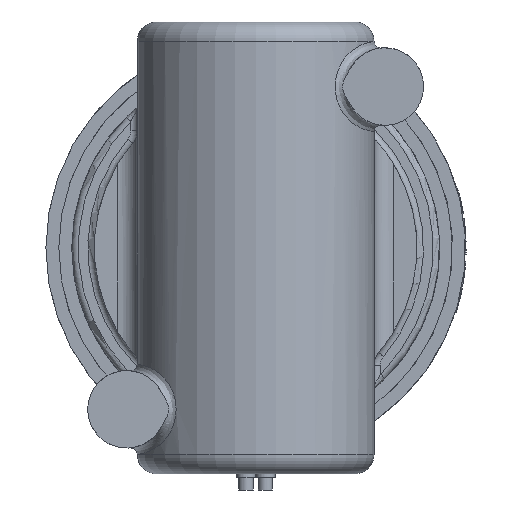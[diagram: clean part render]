
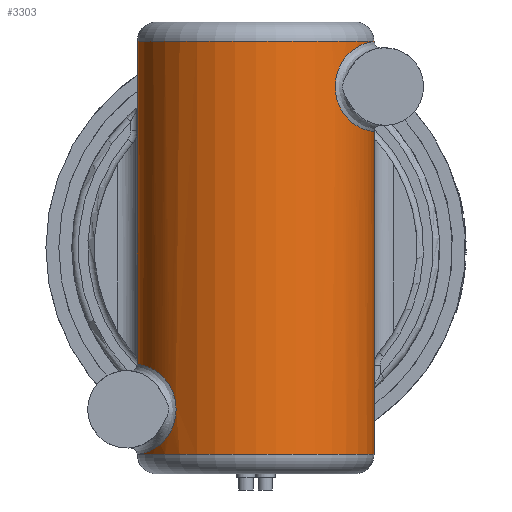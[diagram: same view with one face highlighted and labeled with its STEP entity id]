
A CAD part, front view. The second image highlights one B-rep face of the part: STEP entity #3303.
In plain terms, the highlighted cylindrical face has radius 18.33 mm (diameter 36.66 mm), a partial arc.
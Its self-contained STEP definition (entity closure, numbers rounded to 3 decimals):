
#291=B_SPLINE_CURVE_WITH_KNOTS('',3,(#6297,#6298,#6299,#6300,#6301,#6302,
#6303,#6304,#6305,#6306,#6307,#6308,#6309,#6310),.UNSPECIFIED.,.F.,.F.,
(4,1,1,1,1,1,1,1,1,1,1,4),(-3.895,-3.339,-2.782,
-2.504,-2.226,-2.04,-1.669,
-1.484,-1.298,-1.113,-0.556,
0.),.UNSPECIFIED.);
#301=B_SPLINE_CURVE_WITH_KNOTS('',3,(#6579,#6580,#6581,#6582,#6583,#6584,
#6585,#6586,#6587,#6588,#6589,#6590,#6591,#6592),.UNSPECIFIED.,.F.,.F.,
(4,1,1,1,1,1,1,1,1,1,1,4),(-3.895,-3.339,-2.782,
-2.504,-2.226,-2.04,-1.669,
-1.484,-1.298,-1.113,-0.556,
0.),.UNSPECIFIED.);
#464=FACE_OUTER_BOUND('',#669,.T.);
#669=EDGE_LOOP('',(#2807,#2808,#2809,#2810,#2811,#2812,#2813,#2814));
#824=CIRCLE('',#3684,18.33);
#827=CIRCLE('',#3690,18.33);
#989=LINE('',#6074,#1180);
#1011=LINE('',#6378,#1202);
#1042=LINE('',#6724,#1233);
#1043=LINE('',#6726,#1234);
#1180=VECTOR('',#4178,10.);
#1202=VECTOR('',#4310,10.);
#1233=VECTOR('',#4535,10.);
#1234=VECTOR('',#4538,10.);
#1428=VERTEX_POINT('',#6071);
#1429=VERTEX_POINT('',#6073);
#1454=VERTEX_POINT('',#6295);
#1466=VERTEX_POINT('',#6375);
#1467=VERTEX_POINT('',#6377);
#1485=VERTEX_POINT('',#6577);
#1488=VERTEX_POINT('',#6623);
#1489=VERTEX_POINT('',#6631);
#1796=EDGE_CURVE('',#1428,#1429,#989,.T.);
#1839=EDGE_CURVE('',#1454,#1428,#291,.T.);
#1862=EDGE_CURVE('',#1467,#1466,#1011,.T.);
#1894=EDGE_CURVE('',#1485,#1466,#301,.T.);
#1906=EDGE_CURVE('',#1467,#1488,#824,.T.);
#1910=EDGE_CURVE('',#1429,#1489,#827,.T.);
#1943=EDGE_CURVE('',#1485,#1489,#1042,.T.);
#1944=EDGE_CURVE('',#1488,#1454,#1043,.T.);
#2807=ORIENTED_EDGE('',*,*,#1839,.F.);
#2808=ORIENTED_EDGE('',*,*,#1944,.F.);
#2809=ORIENTED_EDGE('',*,*,#1906,.F.);
#2810=ORIENTED_EDGE('',*,*,#1862,.T.);
#2811=ORIENTED_EDGE('',*,*,#1894,.F.);
#2812=ORIENTED_EDGE('',*,*,#1943,.T.);
#2813=ORIENTED_EDGE('',*,*,#1910,.F.);
#2814=ORIENTED_EDGE('',*,*,#1796,.F.);
#2986=CYLINDRICAL_SURFACE('',#3734,18.33);
#3303=ADVANCED_FACE('',(#464),#2986,.T.);
#3684=AXIS2_PLACEMENT_3D('',#6625,#4416,#4417);
#3690=AXIS2_PLACEMENT_3D('',#6633,#4429,#4430);
#3734=AXIS2_PLACEMENT_3D('',#6725,#4536,#4537);
#4178=DIRECTION('',(0.,0.,1.));
#4310=DIRECTION('',(0.,0.,1.));
#4416=DIRECTION('center_axis',(0.,0.,-1.));
#4417=DIRECTION('ref_axis',(0.,-1.,0.));
#4429=DIRECTION('center_axis',(0.,0.,1.));
#4430=DIRECTION('ref_axis',(0.,-1.,0.));
#4535=DIRECTION('',(0.,0.,1.));
#4536=DIRECTION('center_axis',(0.,0.,1.));
#4537=DIRECTION('ref_axis',(1.,0.,0.));
#4538=DIRECTION('',(0.,0.,1.));
#6071=CARTESIAN_POINT('',(-18.33,0.,-18.032));
#6073=CARTESIAN_POINT('',(-18.33,0.,32.));
#6074=CARTESIAN_POINT('',(-18.33,0.,0.));
#6295=CARTESIAN_POINT('',(-18.33,0.,-31.968));
#6297=CARTESIAN_POINT('Ctrl Pts',(-18.33,0.,-31.968));
#6298=CARTESIAN_POINT('Ctrl Pts',(-18.33,-1.759,-31.968));
#6299=CARTESIAN_POINT('Ctrl Pts',(-17.826,-5.273,-31.945));
#6300=CARTESIAN_POINT('Ctrl Pts',(-15.953,-9.307,-31.412));
#6301=CARTESIAN_POINT('Ctrl Pts',(-14.005,-11.894,-29.825));
#6302=CARTESIAN_POINT('Ctrl Pts',(-12.849,-13.09,-28.005));
#6303=CARTESIAN_POINT('Ctrl Pts',(-12.149,-13.725,-25.351));
#6304=CARTESIAN_POINT('Ctrl Pts',(-12.491,-13.433,-22.772));
#6305=CARTESIAN_POINT('Ctrl Pts',(-13.561,-12.357,-20.841));
#6306=CARTESIAN_POINT('Ctrl Pts',(-14.495,-11.254,-19.764));
#6307=CARTESIAN_POINT('Ctrl Pts',(-16.074,-9.04,-18.55));
#6308=CARTESIAN_POINT('Ctrl Pts',(-17.831,-5.268,-18.059));
#6309=CARTESIAN_POINT('Ctrl Pts',(-18.33,-1.759,-18.032));
#6310=CARTESIAN_POINT('Ctrl Pts',(-18.33,0.,-18.032));
#6375=CARTESIAN_POINT('',(18.33,0.,18.032));
#6377=CARTESIAN_POINT('',(18.33,0.,-32.));
#6378=CARTESIAN_POINT('',(18.33,0.,0.));
#6577=CARTESIAN_POINT('',(18.33,0.,31.968));
#6579=CARTESIAN_POINT('Ctrl Pts',(18.33,0.,31.968));
#6580=CARTESIAN_POINT('Ctrl Pts',(18.33,-1.759,31.968));
#6581=CARTESIAN_POINT('Ctrl Pts',(17.826,-5.273,31.945));
#6582=CARTESIAN_POINT('Ctrl Pts',(15.953,-9.307,31.412));
#6583=CARTESIAN_POINT('Ctrl Pts',(14.005,-11.894,29.825));
#6584=CARTESIAN_POINT('Ctrl Pts',(12.849,-13.09,28.005));
#6585=CARTESIAN_POINT('Ctrl Pts',(12.149,-13.725,25.351));
#6586=CARTESIAN_POINT('Ctrl Pts',(12.491,-13.433,22.772));
#6587=CARTESIAN_POINT('Ctrl Pts',(13.561,-12.357,20.841));
#6588=CARTESIAN_POINT('Ctrl Pts',(14.495,-11.254,19.764));
#6589=CARTESIAN_POINT('Ctrl Pts',(16.074,-9.04,18.55));
#6590=CARTESIAN_POINT('Ctrl Pts',(17.831,-5.268,18.059));
#6591=CARTESIAN_POINT('Ctrl Pts',(18.33,-1.759,18.032));
#6592=CARTESIAN_POINT('Ctrl Pts',(18.33,0.,18.032));
#6623=CARTESIAN_POINT('',(-18.33,0.,-32.));
#6625=CARTESIAN_POINT('Origin',(0.,0.,-32.));
#6631=CARTESIAN_POINT('',(18.33,0.,32.));
#6633=CARTESIAN_POINT('Origin',(0.,0.,32.));
#6724=CARTESIAN_POINT('',(18.33,0.,0.));
#6725=CARTESIAN_POINT('Origin',(0.,0.,0.));
#6726=CARTESIAN_POINT('',(-18.33,0.,0.));
